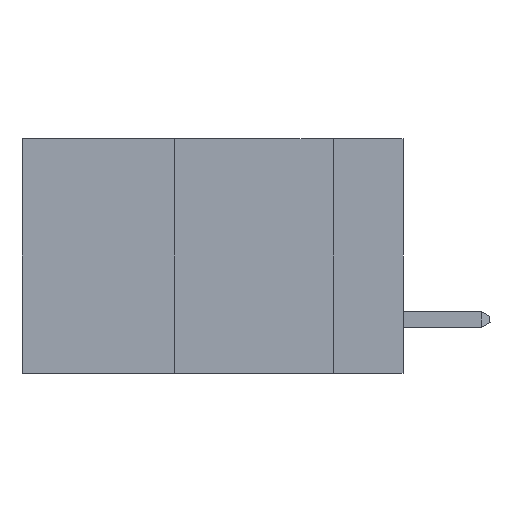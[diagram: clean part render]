
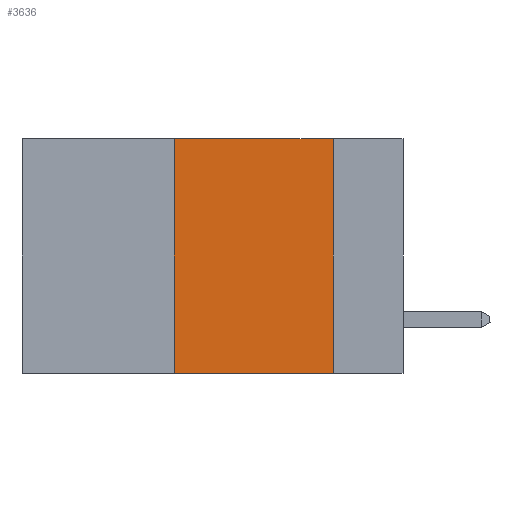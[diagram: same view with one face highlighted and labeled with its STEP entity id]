
A CAD part, left-side view. The second image highlights one B-rep face of the part: STEP entity #3636.
In plain terms, the highlighted planar face has unit normal (-1, 0, 0).
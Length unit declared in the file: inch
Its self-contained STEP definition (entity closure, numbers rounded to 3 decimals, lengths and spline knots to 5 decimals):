
#33 = EDGE_LOOP ( 'NONE', ( #26787, #29163, #28971, #31659 ) ) ;
#2177 = DIRECTION ( 'NONE',  ( 0., -1., 0. ) ) ;
#3135 = EDGE_CURVE ( 'NONE', #20530, #27434, #25576, .T. ) ;
#3636 = ADVANCED_FACE ( 'NONE', ( #37706 ), #10954, .F. ) ;
#4727 = VERTEX_POINT ( 'NONE', #21199 ) ;
#9008 = DIRECTION ( 'NONE',  ( 0., 0., -1. ) ) ;
#10954 = PLANE ( 'NONE',  #29253 ) ;
#13762 = VECTOR ( 'NONE', #26309, 39.37008 ) ;
#14677 = DIRECTION ( 'NONE',  ( 1., 0., 0. ) ) ;
#14682 = DIRECTION ( 'NONE',  ( 0., 0., 1. ) ) ;
#15697 = VECTOR ( 'NONE', #14682, 39.37008 ) ;
#17030 = CARTESIAN_POINT ( 'NONE',  ( 0., 0.6, 0. ) ) ;
#18136 = CARTESIAN_POINT ( 'NONE',  ( 0., 0.11, 0. ) ) ;
#19878 = VECTOR ( 'NONE', #9008, 39.37008 ) ;
#19960 = VERTEX_POINT ( 'NONE', #32656 ) ;
#20127 = VECTOR ( 'NONE', #2177, 39.37008 ) ;
#20321 = CARTESIAN_POINT ( 'NONE',  ( 0., 0.6, -0.37 ) ) ;
#20530 = VERTEX_POINT ( 'NONE', #38084 ) ;
#20574 = EDGE_CURVE ( 'NONE', #27434, #19960, #29862, .T. ) ;
#21199 = CARTESIAN_POINT ( 'NONE',  ( 0., 0.11, -0.37 ) ) ;
#23218 = EDGE_CURVE ( 'NONE', #19960, #4727, #27880, .T. ) ;
#23317 = CARTESIAN_POINT ( 'NONE',  ( 0., 0.6, 0. ) ) ;
#25576 = LINE ( 'NONE', #27961, #15697 ) ;
#26309 = DIRECTION ( 'NONE',  ( 0., -1., 0. ) ) ;
#26787 = ORIENTED_EDGE ( 'NONE', *, *, #23218, .F. ) ;
#27434 = VERTEX_POINT ( 'NONE', #30550 ) ;
#27880 = LINE ( 'NONE', #18136, #19878 ) ;
#27961 = CARTESIAN_POINT ( 'NONE',  ( 0., 0.36, 0. ) ) ;
#28127 = LINE ( 'NONE', #20321, #20127 ) ;
#28971 = ORIENTED_EDGE ( 'NONE', *, *, #3135, .F. ) ;
#29163 = ORIENTED_EDGE ( 'NONE', *, *, #20574, .F. ) ;
#29253 = AXIS2_PLACEMENT_3D ( 'NONE', #17030, #14677, #37169 ) ;
#29543 = EDGE_CURVE ( 'NONE', #20530, #4727, #28127, .T. ) ;
#29862 = LINE ( 'NONE', #23317, #13762 ) ;
#30550 = CARTESIAN_POINT ( 'NONE',  ( 0., 0.36, 0. ) ) ;
#31659 = ORIENTED_EDGE ( 'NONE', *, *, #29543, .T. ) ;
#32656 = CARTESIAN_POINT ( 'NONE',  ( 0., 0.11, 0. ) ) ;
#37169 = DIRECTION ( 'NONE',  ( 0., 0., -1. ) ) ;
#37706 = FACE_OUTER_BOUND ( 'NONE', #33, .T. ) ;
#38084 = CARTESIAN_POINT ( 'NONE',  ( 0., 0.36, -0.37 ) ) ;
